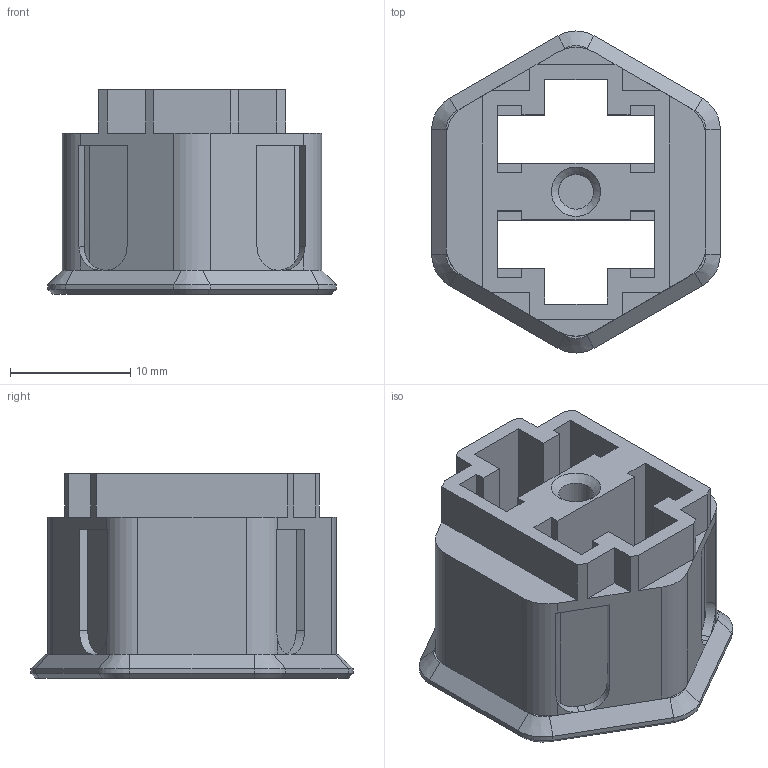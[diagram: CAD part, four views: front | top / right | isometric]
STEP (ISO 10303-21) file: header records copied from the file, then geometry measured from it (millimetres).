
FILE_DESCRIPTION(/* description */ (''),/* implementation_level */ '2;1');
FILE_NAME(/* name */ '2x4-pin_microfit_skirt_insert.step',/* time_stamp */ '2021-04-16T21:39:21+02:00',/* author */ (''),/* organization */ (''),/* preprocessor_version */ 'ST-DEVELOPER v18.1',/* originating_system */ 'Autodesk Translation Framework v10.6.0.1341',/* authorisation */ '');
FILE_SCHEMA (('AUTOMOTIVE_DESIGN { 1 0 10303 214 3 1 1 }'));
Length unit declared in the file: millimetre
Products named in the file (1): Hex Plug Microfit 2x4
Bounding box: 24 x 26.78 x 17 mm (x, y, z)
Volume: 3774.6 mm3; surface area: 3680.5 mm2
Topology: 1 solids, 1 shells, 258 faces, 694 edges, 441 vertices
Faces by surface type: plane 158, bspline 66, cylinder 21, cone 13
Full cylindrical faces by diameter (mm): 2.9 x1
Entity records: 8304 total; most frequent: CARTESIAN_POINT 2234, ORIENTED_EDGE 1388, DIRECTION 1003, EDGE_CURVE 694, LINE 499, VECTOR 499, VERTEX_POINT 441, EDGE_LOOP 265
